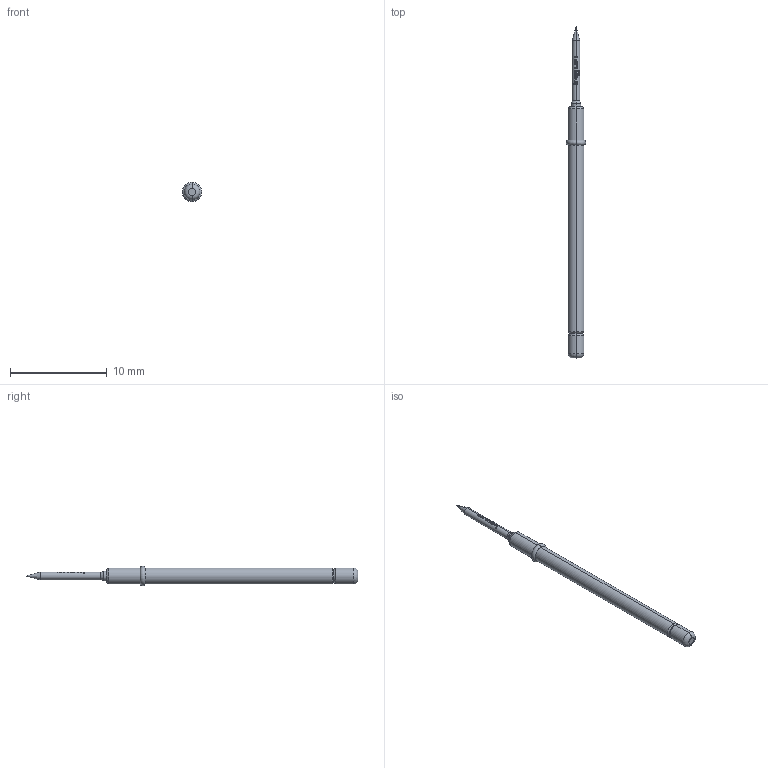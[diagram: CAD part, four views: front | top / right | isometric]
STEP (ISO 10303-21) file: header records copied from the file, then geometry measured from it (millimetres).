
FILE_DESCRIPTION (( 'STEP AP203' ), '1' );
FILE_NAME ('INGUN_GKS-112_201_080_R_xx04.STEP', '2021-12-22T10:43:41', ( 'ochi' ), ( '' ), 'SwSTEP 2.0', 'SolidWorks 2018', '' );
FILE_SCHEMA (( 'CONFIG_CONTROL_DESIGN' ));
Length unit declared in the file: millimetre
Products named in the file (1): INGUN_GKS-112_201_080_R_xx04
Bounding box: 2 x 34.3 x 2 mm (x, y, z)
Volume: 59.3 mm3; surface area: 157.5 mm2
Topology: 1 solids, 1 shells, 107 faces, 292 edges, 187 vertices
Faces by surface type: plane 42, cylinder 29, bspline 22, torus 8, cone 6
Entity records: 3721 total; most frequent: CARTESIAN_POINT 1085, ORIENTED_EDGE 580, DIRECTION 486, EDGE_CURVE 290, AXIS2_PLACEMENT_3D 196, VERTEX_POINT 187, CIRCLE 110, EDGE_LOOP 109
